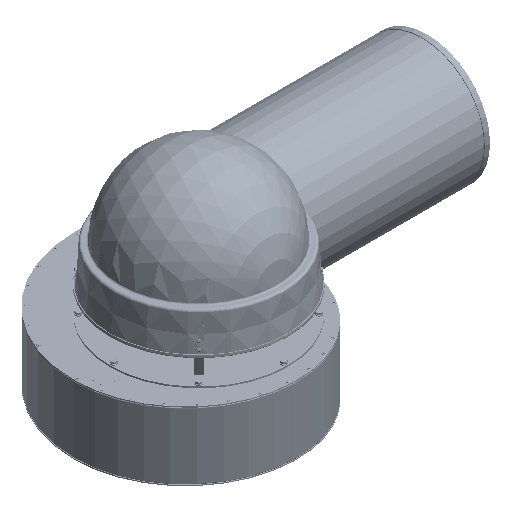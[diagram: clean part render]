
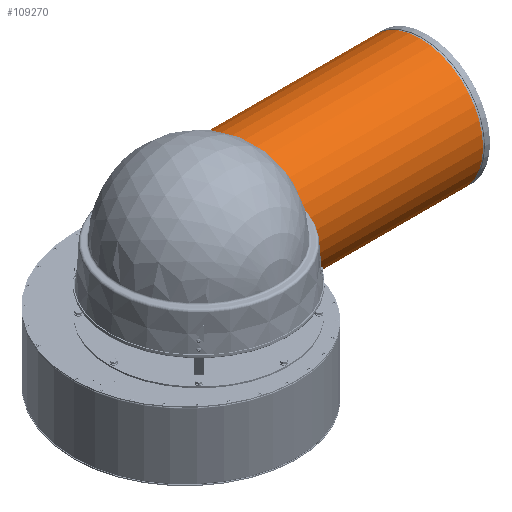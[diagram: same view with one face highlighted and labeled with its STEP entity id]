
A CAD part, isometric view. The second image highlights one B-rep face of the part: STEP entity #109270.
In plain terms, the highlighted cylindrical face has radius 128.75 mm (diameter 257.5 mm), a full revolution.
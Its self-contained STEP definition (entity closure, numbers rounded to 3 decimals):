
#5957=CYLINDRICAL_SURFACE('',#118236,128.75);
#15016=LINE('',#201446,#22923);
#22923=VECTOR('',#143713,128.75);
#31782=FACE_OUTER_BOUND('',#38901,.T.);
#38901=EDGE_LOOP('',(#96513,#96514,#96515,#96516,#96517,#96518));
#42751=CIRCLE('',#118233,128.75);
#42753=CIRCLE('',#118235,128.75);
#42754=CIRCLE('',#118237,128.75);
#42755=CIRCLE('',#118238,128.75);
#52420=VERTEX_POINT('',#201436);
#52421=VERTEX_POINT('',#201437);
#52422=VERTEX_POINT('',#201442);
#52423=VERTEX_POINT('',#201443);
#67142=EDGE_CURVE('',#52420,#52421,#42751,.T.);
#67144=EDGE_CURVE('',#52421,#52420,#42753,.T.);
#67145=EDGE_CURVE('',#52422,#52423,#42754,.T.);
#67146=EDGE_CURVE('',#52423,#52422,#42755,.T.);
#67147=EDGE_CURVE('',#52423,#52421,#15016,.T.);
#96513=ORIENTED_EDGE('',*,*,#67145,.F.);
#96514=ORIENTED_EDGE('',*,*,#67146,.F.);
#96515=ORIENTED_EDGE('',*,*,#67147,.T.);
#96516=ORIENTED_EDGE('',*,*,#67144,.T.);
#96517=ORIENTED_EDGE('',*,*,#67142,.T.);
#96518=ORIENTED_EDGE('',*,*,#67147,.F.);
#109270=ADVANCED_FACE('',(#31782),#5957,.T.);
#118233=AXIS2_PLACEMENT_3D('',#201438,#143701,#143702);
#118235=AXIS2_PLACEMENT_3D('',#201440,#143705,#143706);
#118236=AXIS2_PLACEMENT_3D('',#201441,#143707,#143708);
#118237=AXIS2_PLACEMENT_3D('',#201444,#143709,#143710);
#118238=AXIS2_PLACEMENT_3D('',#201445,#143711,#143712);
#143701=DIRECTION('center_axis',(-1.,0.,0.));
#143702=DIRECTION('ref_axis',(0.,0.,
-1.));
#143705=DIRECTION('center_axis',(-1.,0.,0.));
#143706=DIRECTION('ref_axis',(0.,0.,
-1.));
#143707=DIRECTION('center_axis',(-1.,0.,0.));
#143708=DIRECTION('ref_axis',(0.,0.,
-1.));
#143709=DIRECTION('center_axis',(-1.,0.,0.));
#143710=DIRECTION('ref_axis',(0.,0.,
-1.));
#143711=DIRECTION('center_axis',(-1.,0.,0.));
#143712=DIRECTION('ref_axis',(0.,0.,
-1.));
#143713=DIRECTION('',(1.,0.,0.));
#201436=CARTESIAN_POINT('',(659.326,335.4,-73.));
#201437=CARTESIAN_POINT('',(659.326,206.65,55.75));
#201438=CARTESIAN_POINT('Origin',(659.326,206.65,-73.));
#201440=CARTESIAN_POINT('Origin',(659.326,206.65,-73.));
#201441=CARTESIAN_POINT('Origin',(423.576,206.65,-73.));
#201442=CARTESIAN_POINT('',(187.826,335.4,-73.));
#201443=CARTESIAN_POINT('',(187.826,206.65,55.75));
#201444=CARTESIAN_POINT('Origin',(187.826,206.65,-73.));
#201445=CARTESIAN_POINT('Origin',(187.826,206.65,-73.));
#201446=CARTESIAN_POINT('',(423.576,206.65,55.75));
